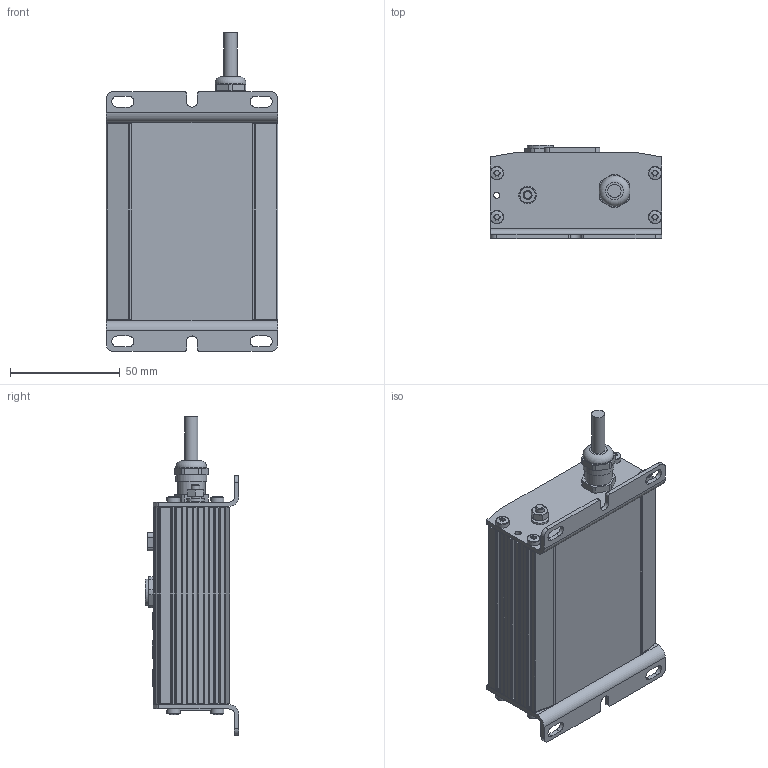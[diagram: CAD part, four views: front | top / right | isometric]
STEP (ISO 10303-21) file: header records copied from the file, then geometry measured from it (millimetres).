
FILE_DESCRIPTION(/* description */ ('STEP AP214'),/* implementation_level */ '2;1');
FILE_NAME(/* name */ '192218_SPC11-MTS-AIF',/* time_stamp */ '2024-09-15T13:22:41+02:00',/* author */ ('License CC BY-ND 4.0'),/* organization */ ('CADENAS'),/* preprocessor_version */ 'ST-DEVELOPER v19.3',/* originating_system */ 'PARTsolutions',/* authorisation */ ' ');
FILE_SCHEMA (('AUTOMOTIVE_DESIGN {1 0 10303 214 3 1 1}'));
Length unit declared in the file: millimetre
Products named in the file (1): 192218 SPC11-MTS-AIF
Bounding box: 78 x 42.6 x 145 mm (x, y, z)
Volume: 245147.6 mm3; surface area: 41196.7 mm2
Topology: 1 solids, 1 shells, 735 faces, 1933 edges, 1255 vertices
Faces by surface type: cylinder 366, plane 339, cone 13, torus 9, sphere 8
Full cylindrical faces by diameter (mm): 1 x15, 1.1 x7, 2.8 x2, 3.4 x12, 3.5 x8, 4 x3, 6 x9, 8 x1, 8.5 x1, 12.5 x1, 14 x2, 16 x1
Entity records: 27376 total; most frequent: CARTESIAN_POINT 4174, DIRECTION 3892, ORIENTED_EDGE 3628, EDGE_CURVE 1814, AXIS2_PLACEMENT_3D 1462, VERTEX_POINT 1216, LINE 968, VECTOR 968
